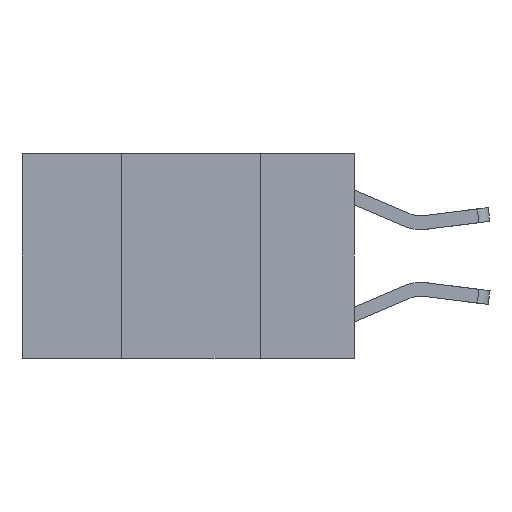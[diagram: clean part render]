
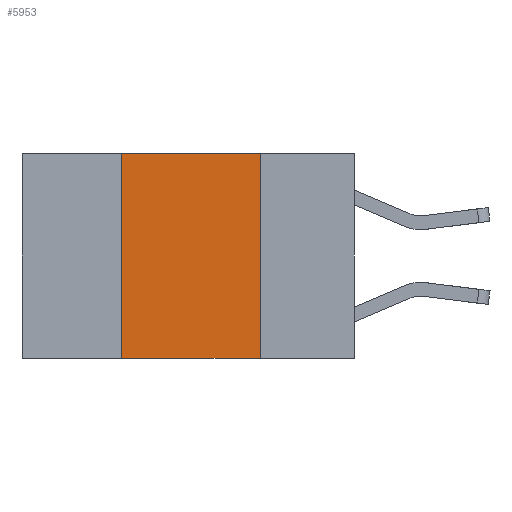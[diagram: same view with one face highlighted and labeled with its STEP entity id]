
A CAD part, left-side view. The second image highlights one B-rep face of the part: STEP entity #5953.
In plain terms, the highlighted planar face has unit normal (-1, 0, 0).
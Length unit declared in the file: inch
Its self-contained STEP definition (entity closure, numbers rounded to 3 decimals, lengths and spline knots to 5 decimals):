
#479 = CARTESIAN_POINT ( 'NONE',  ( 0., 0.6, 0. ) ) ;
#690 = DIRECTION ( 'NONE',  ( 0., -1., 0. ) ) ;
#1378 = CARTESIAN_POINT ( 'NONE',  ( 0., 0.6, 0. ) ) ;
#1853 = VERTEX_POINT ( 'NONE', #8407 ) ;
#2021 = FACE_OUTER_BOUND ( 'NONE', #11287, .T. ) ;
#2169 = EDGE_CURVE ( 'NONE', #4784, #7276, #8642, .T. ) ;
#2326 = PLANE ( 'NONE',  #3516 ) ;
#2729 = CARTESIAN_POINT ( 'NONE',  ( 0., 0.6, -0.37 ) ) ;
#3233 = DIRECTION ( 'NONE',  ( 0., 0., -1. ) ) ;
#3287 = DIRECTION ( 'NONE',  ( 0., 0., 1. ) ) ;
#3516 = AXIS2_PLACEMENT_3D ( 'NONE', #479, #8668, #3233 ) ;
#3672 = ORIENTED_EDGE ( 'NONE', *, *, #5581, .F. ) ;
#3988 = VECTOR ( 'NONE', #3287, 39.37008 ) ;
#4509 = DIRECTION ( 'NONE',  ( 0., -1., 0. ) ) ;
#4551 = DIRECTION ( 'NONE',  ( 0., 0., -1. ) ) ;
#4784 = VERTEX_POINT ( 'NONE', #5063 ) ;
#5063 = CARTESIAN_POINT ( 'NONE',  ( 0., 0.42, 0. ) ) ;
#5416 = VECTOR ( 'NONE', #4551, 39.37008 ) ;
#5555 = EDGE_CURVE ( 'NONE', #7732, #1853, #10566, .T. ) ;
#5581 = EDGE_CURVE ( 'NONE', #7276, #1853, #7830, .T. ) ;
#5684 = VECTOR ( 'NONE', #4509, 39.37008 ) ;
#5836 = CARTESIAN_POINT ( 'NONE',  ( 0., 0.42, -0.37 ) ) ;
#5953 = ADVANCED_FACE ( 'NONE', ( #2021 ), #2326, .F. ) ;
#6056 = ORIENTED_EDGE ( 'NONE', *, *, #2169, .F. ) ;
#6653 = LINE ( 'NONE', #10576, #3988 ) ;
#6656 = EDGE_CURVE ( 'NONE', #7732, #4784, #6653, .T. ) ;
#7276 = VERTEX_POINT ( 'NONE', #9864 ) ;
#7732 = VERTEX_POINT ( 'NONE', #5836 ) ;
#7830 = LINE ( 'NONE', #10922, #5416 ) ;
#8407 = CARTESIAN_POINT ( 'NONE',  ( 0., 0.17, -0.37 ) ) ;
#8492 = ORIENTED_EDGE ( 'NONE', *, *, #6656, .F. ) ;
#8642 = LINE ( 'NONE', #1378, #10800 ) ;
#8668 = DIRECTION ( 'NONE',  ( 1., 0., 0. ) ) ;
#9864 = CARTESIAN_POINT ( 'NONE',  ( 0., 0.17, 0. ) ) ;
#10566 = LINE ( 'NONE', #2729, #5684 ) ;
#10576 = CARTESIAN_POINT ( 'NONE',  ( 0., 0.42, 0. ) ) ;
#10800 = VECTOR ( 'NONE', #690, 39.37008 ) ;
#10922 = CARTESIAN_POINT ( 'NONE',  ( 0., 0.17, 0. ) ) ;
#10934 = ORIENTED_EDGE ( 'NONE', *, *, #5555, .T. ) ;
#11287 = EDGE_LOOP ( 'NONE', ( #3672, #6056, #8492, #10934 ) ) ;
